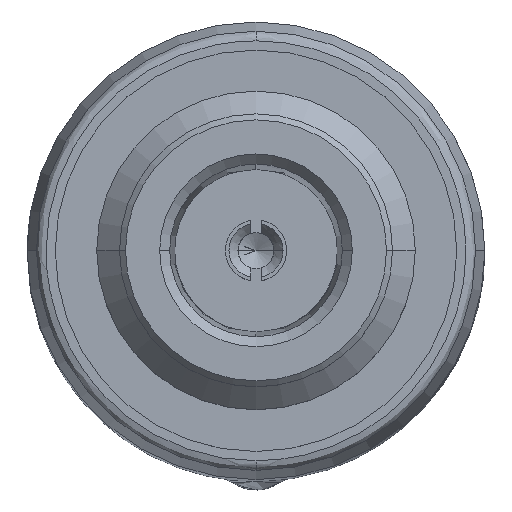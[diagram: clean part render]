
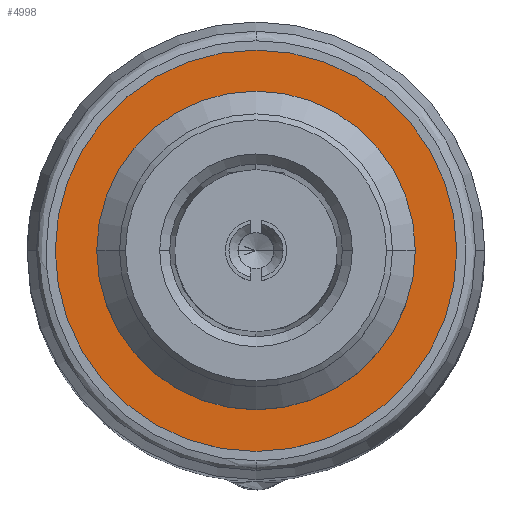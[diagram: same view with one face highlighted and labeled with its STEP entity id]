
A CAD part, top view. The second image highlights one B-rep face of the part: STEP entity #4998.
In plain terms, the highlighted planar face has unit normal (0, 0, -1).
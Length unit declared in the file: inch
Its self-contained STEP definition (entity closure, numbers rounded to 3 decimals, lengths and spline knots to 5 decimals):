
#247 = AXIS2_PLACEMENT_3D ( 'NONE', #4603, #4232, #3423 ) ;
#574 = CIRCLE ( 'NONE', #247, 0.30512 ) ;
#656 = DIRECTION ( 'NONE',  ( 0., 0., 1. ) ) ;
#695 = VERTEX_POINT ( 'NONE', #889 ) ;
#889 = CARTESIAN_POINT ( 'NONE',  ( 0.3937, 0., -0.7126 ) ) ;
#923 = AXIS2_PLACEMENT_3D ( 'NONE', #985, #1010, #1368 ) ;
#985 = CARTESIAN_POINT ( 'NONE',  ( 0.34941, 0., -0.7126 ) ) ;
#996 = CARTESIAN_POINT ( 'NONE',  ( 0., 0., -0.7126 ) ) ;
#1010 = DIRECTION ( 'NONE',  ( 0., 0., 1. ) ) ;
#1134 = ORIENTED_EDGE ( 'NONE', *, *, #1708, .F. ) ;
#1368 = DIRECTION ( 'NONE',  ( 1., 0., 0. ) ) ;
#1447 = ORIENTED_EDGE ( 'NONE', *, *, #2915, .F. ) ;
#1462 = CIRCLE ( 'NONE', #4692, 0.3937 ) ;
#1603 = VERTEX_POINT ( 'NONE', #1715 ) ;
#1708 = EDGE_CURVE ( 'NONE', #2351, #1603, #2152, .T. ) ;
#1715 = CARTESIAN_POINT ( 'NONE',  ( 0.30512, 0., -0.7126 ) ) ;
#1765 = PLANE ( 'NONE',  #923 ) ;
#1780 = DIRECTION ( 'NONE',  ( -1., 0., 0. ) ) ;
#2029 = EDGE_CURVE ( 'NONE', #1603, #2351, #574, .T. ) ;
#2080 = CIRCLE ( 'NONE', #4898, 0.3937 ) ;
#2148 = FACE_BOUND ( 'NONE', #3087, .T. ) ;
#2152 = CIRCLE ( 'NONE', #3475, 0.30512 ) ;
#2347 = DIRECTION ( 'NONE',  ( -1., 0., 0. ) ) ;
#2351 = VERTEX_POINT ( 'NONE', #4480 ) ;
#2789 = CARTESIAN_POINT ( 'NONE',  ( 0., 0., -0.7126 ) ) ;
#2833 = CARTESIAN_POINT ( 'NONE',  ( -0.3937, 0., -0.7126 ) ) ;
#2915 = EDGE_CURVE ( 'NONE', #695, #3493, #1462, .T. ) ;
#3018 = ORIENTED_EDGE ( 'NONE', *, *, #2029, .F. ) ;
#3087 = EDGE_LOOP ( 'NONE', ( #1134, #3018 ) ) ;
#3384 = CARTESIAN_POINT ( 'NONE',  ( 0., 0., -0.7126 ) ) ;
#3399 = FACE_OUTER_BOUND ( 'NONE', #3874, .T. ) ;
#3423 = DIRECTION ( 'NONE',  ( -1., 0., 0. ) ) ;
#3457 = DIRECTION ( 'NONE',  ( 0., 0., 1. ) ) ;
#3475 = AXIS2_PLACEMENT_3D ( 'NONE', #2789, #3893, #2347 ) ;
#3493 = VERTEX_POINT ( 'NONE', #2833 ) ;
#3755 = EDGE_CURVE ( 'NONE', #3493, #695, #2080, .T. ) ;
#3874 = EDGE_LOOP ( 'NONE', ( #3998, #1447 ) ) ;
#3893 = DIRECTION ( 'NONE',  ( 0., 0., -1. ) ) ;
#3998 = ORIENTED_EDGE ( 'NONE', *, *, #3755, .F. ) ;
#4232 = DIRECTION ( 'NONE',  ( 0., 0., -1. ) ) ;
#4480 = CARTESIAN_POINT ( 'NONE',  ( -0.30512, 0., -0.7126 ) ) ;
#4603 = CARTESIAN_POINT ( 'NONE',  ( 0., 0., -0.7126 ) ) ;
#4692 = AXIS2_PLACEMENT_3D ( 'NONE', #996, #656, #1780 ) ;
#4898 = AXIS2_PLACEMENT_3D ( 'NONE', #3384, #3457, #4975 ) ;
#4975 = DIRECTION ( 'NONE',  ( -1., 0., 0. ) ) ;
#4998 = ADVANCED_FACE ( 'NONE', ( #2148, #3399 ), #1765, .F. ) ;
